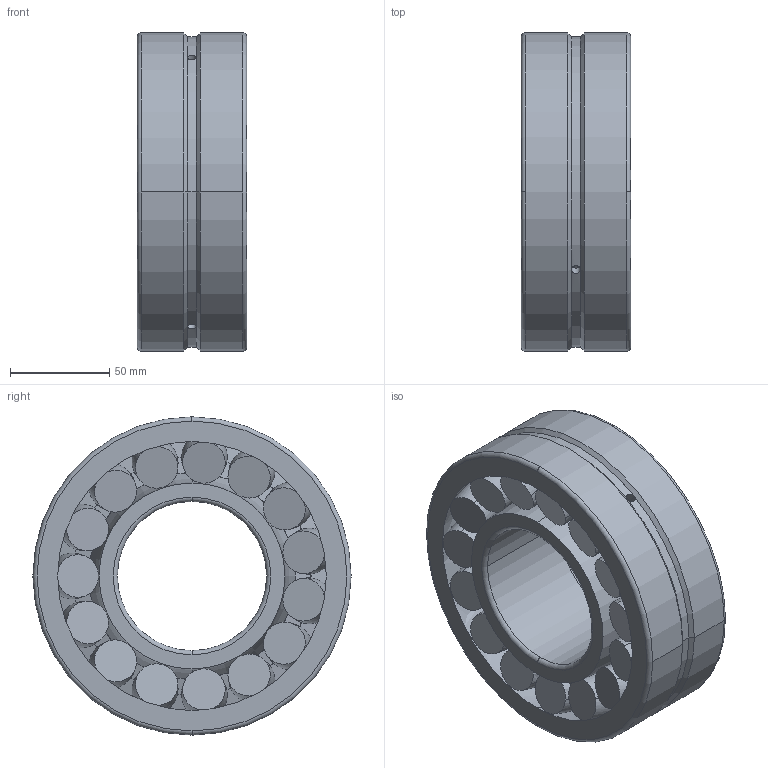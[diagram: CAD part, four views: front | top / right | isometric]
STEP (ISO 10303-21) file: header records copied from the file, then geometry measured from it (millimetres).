
FILE_DESCRIPTION(('STEP AP214'),'1');
FILE_NAME('SKF_bearing_22315_E_2.stp','2024-02-29T12:17:18',('TraceParts'),('TraceParts S.A.'),'Spatial InterOp 3D',' ',' ');
FILE_SCHEMA(('AUTOMOTIVE_DESIGN { 1 0 10303 214 1 1 1 1 }'));
Length unit declared in the file: millimetre
Products named in the file (1): SKF_bearing_22315_E_2_1
Bounding box: 55 x 160 x 160 mm (x, y, z)
Volume: 642610 mm3; surface area: 166008.5 mm2
Topology: 4 solids, 4 shells, 220 faces, 594 edges, 431 vertices
Faces by surface type: torus 132, plane 64, cylinder 18, cone 4, sphere 2
Entity records: 10978 total; most frequent: CARTESIAN_POINT 5286, DIRECTION 1231, ORIENTED_EDGE 1180, AXIS2_PLACEMENT_3D 606, EDGE_CURVE 590, VERTEX_POINT 431, CIRCLE 382, EDGE_LOOP 287
